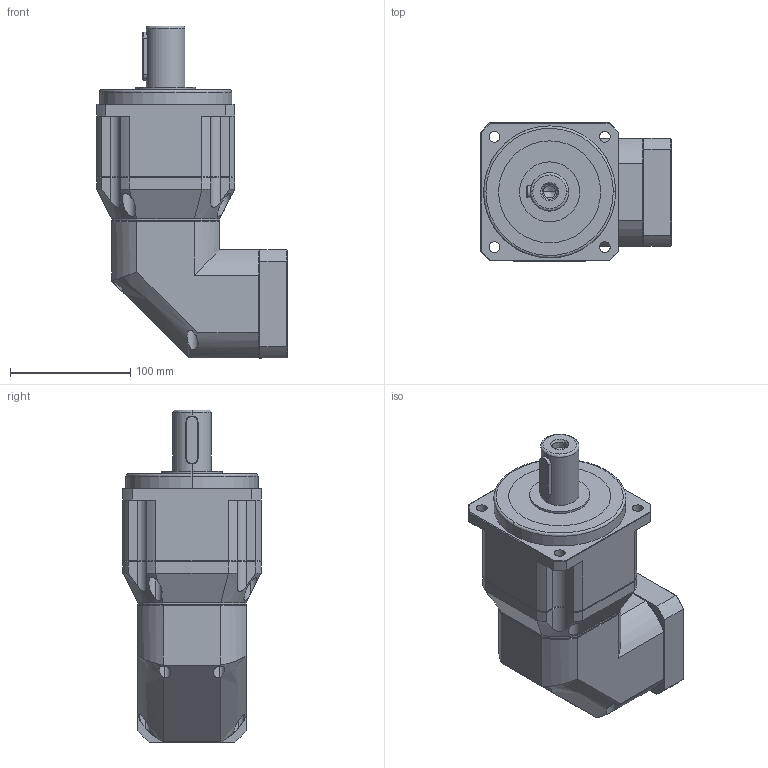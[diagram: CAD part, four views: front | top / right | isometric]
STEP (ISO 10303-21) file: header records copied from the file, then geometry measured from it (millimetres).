
FILE_DESCRIPTION (( 'STEP AP214' ), '1' );
FILE_NAME ('SBL115-L2-19-70-90-M5-M6.STEP', '2021-12-25T08:24:08', ( 'admin' ), ( '' ), 'SwSTEP 2.0', 'SolidWorks 2013', '' );
FILE_SCHEMA (( 'AUTOMOTIVE_DESIGN' ));
Length unit declared in the file: millimetre
Products named in the file (6): SBL090_X2_6CD55170_X0_-70-90M5; SBL090_X2_8F9351658F7495017D2773AF_X0_-19; SBL090-19; SB115_X2_4E007EA79F7F570863A5_X0_090; SB115_X2_8F9351FA7AEF_X0_; SBL115-L2-19-70-90-M5-M6
Assembly tree (5 placements, depth 2):
  SBL115-L2-19-70-90-M5-M6
    SB115_X2_8F9351FA7AEF_X0_
    SB115_X2_4E007EA79F7F570863A5_X0_090
    SBL090-19
    SBL090_X2_8F9351658F7495017D2773AF_X0_-19
    SBL090_X2_6CD55170_X0_-70-90M5
Bounding box: 159 x 115 x 276.6 mm (x, y, z)
Volume: 2314302 mm3; surface area: 229077.4 mm2
Topology: 8 solids, 8 shells, 498 faces, 1240 edges, 761 vertices
Faces by surface type: cylinder 189, plane 188, cone 111, bspline 10
Entity records: 21547 total; most frequent: CARTESIAN_POINT 4088, DIRECTION 2470, ORIENTED_EDGE 2440, EDGE_CURVE 1220, AXIS2_PLACEMENT_3D 959, VERTEX_POINT 761, EDGE_LOOP 567, VECTOR 552
